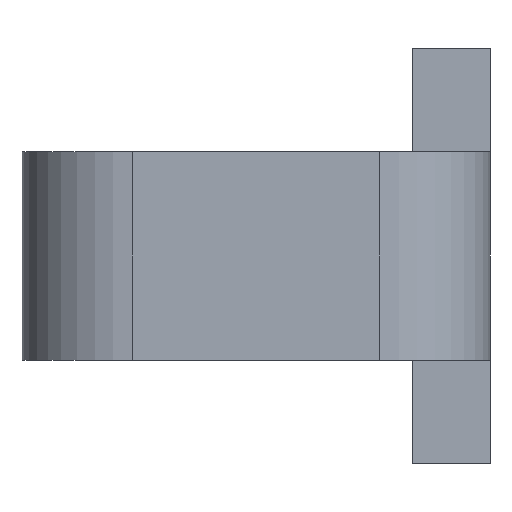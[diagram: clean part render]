
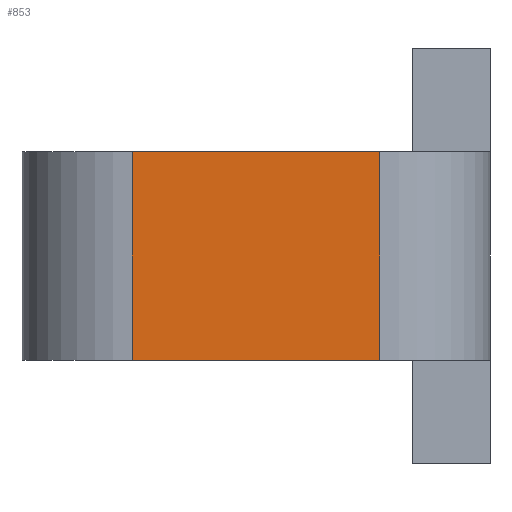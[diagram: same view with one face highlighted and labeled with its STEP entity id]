
A CAD part, left-side view. The second image highlights one B-rep face of the part: STEP entity #853.
In plain terms, the highlighted planar face has unit normal (-1, 0, 0).
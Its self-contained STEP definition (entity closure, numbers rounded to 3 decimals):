
#7 = LINE ( 'NONE', #676, #34 ) ;
#15 = CARTESIAN_POINT ( 'NONE',  ( -1.905, 0.605, 0.51 ) ) ;
#21 = EDGE_CURVE ( 'NONE', #517, #93, #7, .T. ) ;
#34 = VECTOR ( 'NONE', #310, 1000. ) ;
#42 = ORIENTED_EDGE ( 'NONE', *, *, #21, .T. ) ;
#55 = VERTEX_POINT ( 'NONE', #678 ) ;
#93 = VERTEX_POINT ( 'NONE', #992 ) ;
#127 = AXIS2_PLACEMENT_3D ( 'NONE', #275, #597, #785 ) ;
#136 = CARTESIAN_POINT ( 'NONE',  ( -1.905, 0.605, 0.51 ) ) ;
#168 = ORIENTED_EDGE ( 'NONE', *, *, #815, .T. ) ;
#185 = EDGE_CURVE ( 'NONE', #55, #665, #644, .T. ) ;
#222 = LINE ( 'NONE', #457, #1003 ) ;
#275 = CARTESIAN_POINT ( 'NONE',  ( -1.905, 0.605, -1.015 ) ) ;
#310 = DIRECTION ( 'NONE',  ( 0., -1., 0. ) ) ;
#381 = EDGE_LOOP ( 'NONE', ( #42, #168, #531, #495 ) ) ;
#405 = DIRECTION ( 'NONE',  ( 0., 0., 1. ) ) ;
#408 = DIRECTION ( 'NONE',  ( 0., 1., 0. ) ) ;
#442 = PLANE ( 'NONE',  #127 ) ;
#457 = CARTESIAN_POINT ( 'NONE',  ( -1.905, -0.605, -1.015 ) ) ;
#495 = ORIENTED_EDGE ( 'NONE', *, *, #596, .F. ) ;
#505 = LINE ( 'NONE', #708, #570 ) ;
#517 = VERTEX_POINT ( 'NONE', #913 ) ;
#531 = ORIENTED_EDGE ( 'NONE', *, *, #185, .T. ) ;
#570 = VECTOR ( 'NONE', #405, 1000. ) ;
#596 = EDGE_CURVE ( 'NONE', #517, #665, #505, .T. ) ;
#597 = DIRECTION ( 'NONE',  ( -1., 0., 0. ) ) ;
#611 = DIRECTION ( 'NONE',  ( 0., 0., 1. ) ) ;
#644 = LINE ( 'NONE', #15, #817 ) ;
#665 = VERTEX_POINT ( 'NONE', #136 ) ;
#676 = CARTESIAN_POINT ( 'NONE',  ( -1.905, 0.605, -0.51 ) ) ;
#678 = CARTESIAN_POINT ( 'NONE',  ( -1.905, -0.605, 0.51 ) ) ;
#708 = CARTESIAN_POINT ( 'NONE',  ( -1.905, 0.605, -1.015 ) ) ;
#784 = FACE_OUTER_BOUND ( 'NONE', #381, .T. ) ;
#785 = DIRECTION ( 'NONE',  ( 0., 0., 1. ) ) ;
#815 = EDGE_CURVE ( 'NONE', #93, #55, #222, .T. ) ;
#817 = VECTOR ( 'NONE', #408, 1000. ) ;
#853 = ADVANCED_FACE ( 'NONE', ( #784 ), #442, .T. ) ;
#913 = CARTESIAN_POINT ( 'NONE',  ( -1.905, 0.605, -0.51 ) ) ;
#992 = CARTESIAN_POINT ( 'NONE',  ( -1.905, -0.605, -0.51 ) ) ;
#1003 = VECTOR ( 'NONE', #611, 1000. ) ;
